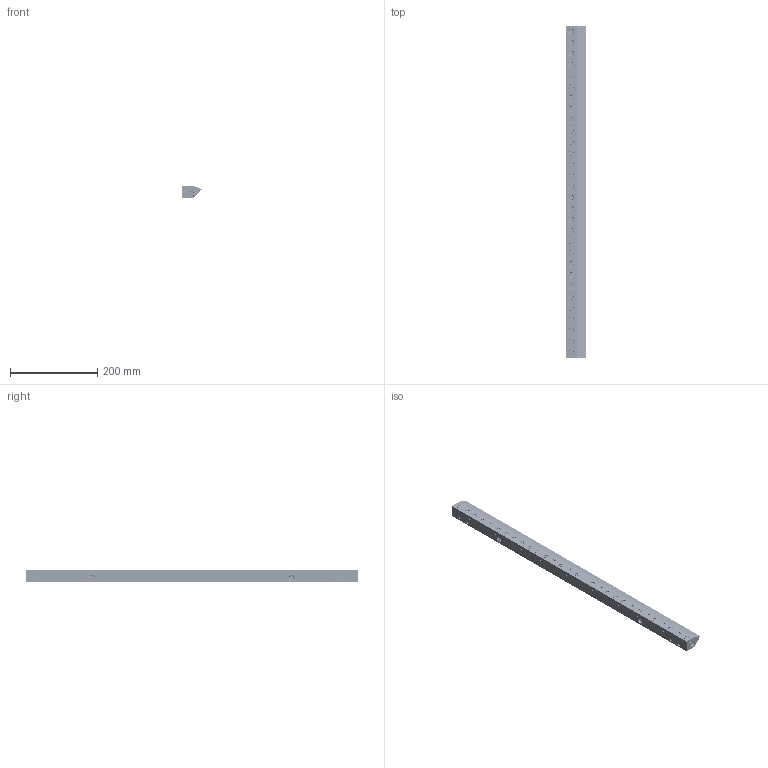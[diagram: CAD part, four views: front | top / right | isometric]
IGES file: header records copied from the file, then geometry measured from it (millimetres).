
Start section: START RECORD GO HERE.
Global section: file name: 10030-X_Mod.igs; native system: DASSAULT SYSTEMES CATIA V5 R20 - www.3ds.com; preprocessor: CATIA Version 5 Release 20 ; author: DESIGNENG; organization: DESIGNENG; date: 20150505.173815; units: millimetre
Bounding box: 44.45 x 762 x 27.56 mm (x, y, z)
Volume: 707154.3 mm3; surface area: 130410.1 mm2
Topology: 1 solids, 1 shells, 4026 faces, 10594 edges, 6695 vertices
Faces by surface type: bspline 2036, revolution 1204, plane 535, extrusion 251
